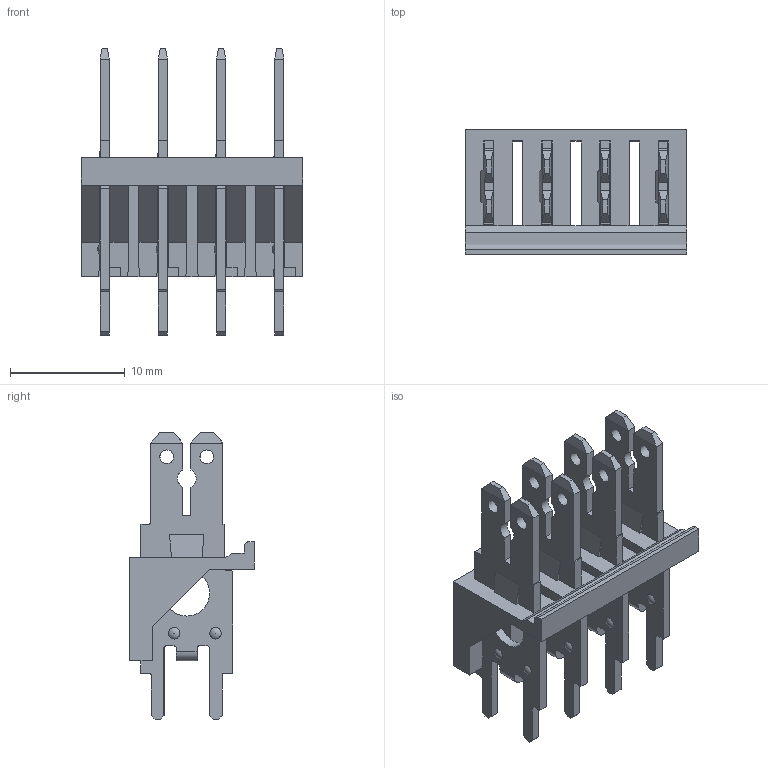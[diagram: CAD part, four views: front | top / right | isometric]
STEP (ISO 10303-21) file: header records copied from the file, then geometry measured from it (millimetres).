
FILE_DESCRIPTION(/* description */ ('Unknown'),/* implementation_level */ '2;1');
FILE_NAME(/* name */ 'J_Wurth_WR-FAST_638207222004',/* time_stamp */ '2025-06-19T11:19:14+08:00',/* author */ ('Unknown'),/* organization */ ('Unknown'),/* preprocessor_version */ 'ST-DEVELOPER v19.4',/* originating_system */ 'Solid Edge',/* authorisation */ 'Unknown');
FILE_SCHEMA (('AUTOMOTIVE_DESIGN {1 0 10303 214 3 1 1}'));
Length unit declared in the file: millimetre
Products named in the file (2): J_Wurth_WR-FAST_638207222004
Assembly tree (1 placements, depth 2):
  J_Wurth_WR-FAST_638207222004
    J_Wurth_WR-FAST_638207222004
Bounding box: 19.36 x 10.9 x 25 mm (x, y, z)
Volume: 1041.5 mm3; surface area: 2551.6 mm2
Topology: 2 solids, 2 shells, 364 faces, 1044 edges, 670 vertices
Faces by surface type: plane 267, cylinder 73, cone 16, torus 8
Full cylindrical faces by diameter (mm): 1.2 x8, 4 x4
Entity records: 13586 total; most frequent: CARTESIAN_POINT 2020, ORIENTED_EDGE 1992, DIRECTION 1890, EDGE_CURVE 996, LINE 834, VECTOR 834, VERTEX_POINT 658, AXIS2_PLACEMENT_3D 528
